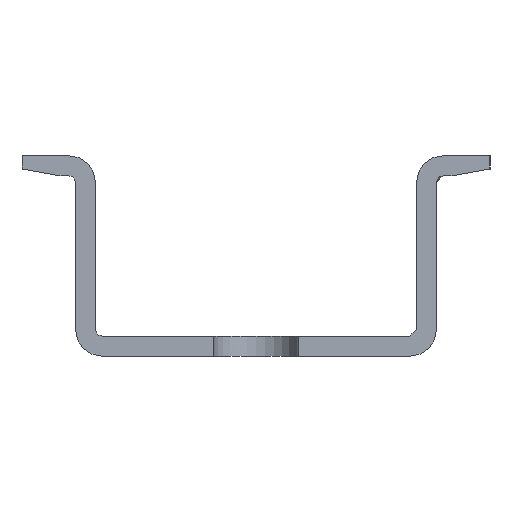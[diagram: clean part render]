
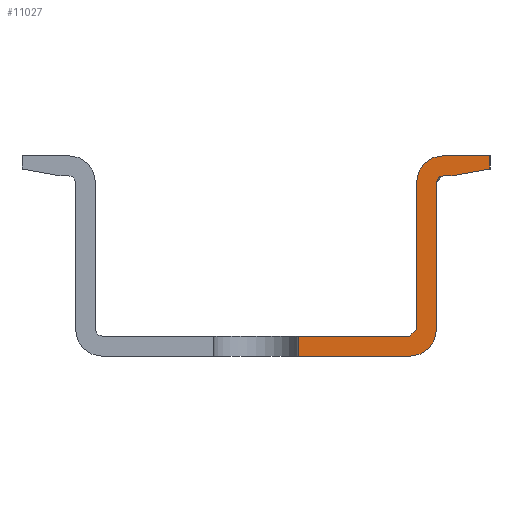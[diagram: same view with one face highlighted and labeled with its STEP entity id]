
A CAD part, left-side view. The second image highlights one B-rep face of the part: STEP entity #11027.
In plain terms, the highlighted planar face has unit normal (-1, 0, 0).
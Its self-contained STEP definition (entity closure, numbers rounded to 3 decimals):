
#9200=AXIS2_PLACEMENT_3D('Circle Axis2P3D',#9198,#9199,$) ;
#9272=AXIS2_PLACEMENT_3D('Circle Axis2P3D',#9270,#9271,$) ;
#9611=AXIS2_PLACEMENT_3D('Circle Axis2P3D',#9609,#9610,$) ;
#11003=AXIS2_PLACEMENT_3D('Plane Axis2P3D',#11000,#11001,#11002) ;
#6830=CARTESIAN_POINT('Vertex',(0.,14.35,1.5)) ;
#6833=CARTESIAN_POINT('Line Origine',(0.,10.175,1.5)) ;
#6837=CARTESIAN_POINT('Vertex',(0.,6.,1.5)) ;
#7190=CARTESIAN_POINT('Vertex',(0.,6.,0.)) ;
#7193=CARTESIAN_POINT('Line Origine',(0.,10.175,0.)) ;
#7197=CARTESIAN_POINT('Vertex',(0.,14.35,0.)) ;
#9195=CARTESIAN_POINT('Vertex',(0.,4.,2.)) ;
#9198=CARTESIAN_POINT('Axis2P3D Location',(0.,6.,2.)) ;
#9246=CARTESIAN_POINT('Line Origine',(0.,4.,7.5)) ;
#9250=CARTESIAN_POINT('Vertex',(0.,4.,13.)) ;
#9270=CARTESIAN_POINT('Axis2P3D Location',(0.,3.5,13.)) ;
#9274=CARTESIAN_POINT('Vertex',(0.,3.5,13.5)) ;
#9298=CARTESIAN_POINT('Vertex',(0.,2.836,13.5)) ;
#9301=CARTESIAN_POINT('Line Origine',(0.,3.168,13.5)) ;
#9318=CARTESIAN_POINT('Line Origine',(0.,1.418,13.75)) ;
#9322=CARTESIAN_POINT('Vertex',(0.,0.,14.)) ;
#9342=CARTESIAN_POINT('Line Origine',(0.,0.,14.5)) ;
#9346=CARTESIAN_POINT('Vertex',(0.,0.,15.)) ;
#9370=CARTESIAN_POINT('Vertex',(0.,5.5,2.)) ;
#9373=CARTESIAN_POINT('Line Origine',(0.,5.5,7.5)) ;
#9377=CARTESIAN_POINT('Vertex',(0.,5.5,13.)) ;
#9609=CARTESIAN_POINT('Axis2P3D Location',(0.,3.5,13.)) ;
#9613=CARTESIAN_POINT('Vertex',(0.,3.5,15.)) ;
#9628=CARTESIAN_POINT('Line Origine',(0.,1.75,15.)) ;
#10983=CARTESIAN_POINT('Line Origine',(0.,14.35,0.75)) ;
#11000=CARTESIAN_POINT('Axis2P3D Location',(0.,17.5,0.)) ;
#11006=CARTESIAN_POINT('Control Point',(0.,6.,1.5)) ;
#11007=CARTESIAN_POINT('Control Point',(0.,5.804,1.5)) ;
#11008=CARTESIAN_POINT('Control Point',(0.,5.605,1.605)) ;
#11009=CARTESIAN_POINT('Control Point',(0.,5.5,1.804)) ;
#11010=CARTESIAN_POINT('Control Point',(0.,5.5,2.)) ;
#6834=DIRECTION('Vector Direction',(0.,1.,0.)) ;
#7194=DIRECTION('Vector Direction',(0.,1.,0.)) ;
#9199=DIRECTION('Axis2P3D Direction',(-1.,0.,0.)) ;
#9247=DIRECTION('Vector Direction',(0.,0.,-1.)) ;
#9271=DIRECTION('Axis2P3D Direction',(-1.,0.,0.)) ;
#9302=DIRECTION('Vector Direction',(0.,1.,0.)) ;
#9319=DIRECTION('Vector Direction',(0.,0.985,-0.174)) ;
#9343=DIRECTION('Vector Direction',(0.,0.,-1.)) ;
#9374=DIRECTION('Vector Direction',(0.,0.,1.)) ;
#9610=DIRECTION('Axis2P3D Direction',(-1.,0.,0.)) ;
#9629=DIRECTION('Vector Direction',(0.,1.,0.)) ;
#10984=DIRECTION('Vector Direction',(0.,0.,-1.)) ;
#11001=DIRECTION('Axis2P3D Direction',(-1.,0.,0.)) ;
#11002=DIRECTION('Axis2P3D XDirection',(0.,-1.,0.)) ;
#6835=VECTOR('Line Direction',#6834,1.) ;
#7195=VECTOR('Line Direction',#7194,1.) ;
#9248=VECTOR('Line Direction',#9247,1.) ;
#9303=VECTOR('Line Direction',#9302,1.) ;
#9320=VECTOR('Line Direction',#9319,1.) ;
#9344=VECTOR('Line Direction',#9343,1.) ;
#9375=VECTOR('Line Direction',#9374,1.) ;
#9630=VECTOR('Line Direction',#9629,1.) ;
#10985=VECTOR('Line Direction',#10984,1.) ;
#11013=ORIENTED_EDGE('',*,*,#7199,.F.) ;
#11014=ORIENTED_EDGE('',*,*,#9202,.T.) ;
#11015=ORIENTED_EDGE('',*,*,#9252,.F.) ;
#11016=ORIENTED_EDGE('',*,*,#9276,.F.) ;
#11017=ORIENTED_EDGE('',*,*,#9305,.F.) ;
#11018=ORIENTED_EDGE('',*,*,#9324,.F.) ;
#11019=ORIENTED_EDGE('',*,*,#9348,.F.) ;
#11020=ORIENTED_EDGE('',*,*,#9632,.T.) ;
#11021=ORIENTED_EDGE('',*,*,#9615,.T.) ;
#11022=ORIENTED_EDGE('',*,*,#9379,.F.) ;
#11023=ORIENTED_EDGE('',*,*,#11011,.F.) ;
#11024=ORIENTED_EDGE('',*,*,#6839,.T.) ;
#11025=ORIENTED_EDGE('',*,*,#10987,.T.) ;
#11027=ADVANCED_FACE('K\X2\00F6\X0\rper.3',(#11026),#11004,.T.) ;
#11005=B_SPLINE_CURVE_WITH_KNOTS('',4,(#11006,#11007,#11008,#11009,#11010),.UNSPECIFIED.,.F.,.U.,(5,5),(2.356,3.142),.UNSPECIFIED.) ;
#9201=CIRCLE('generated circle',#9200,2.) ;
#9273=CIRCLE('generated circle',#9272,0.5) ;
#9612=CIRCLE('generated circle',#9611,2.) ;
#6839=EDGE_CURVE('',#6838,#6831,#6836,.T.) ;
#7199=EDGE_CURVE('',#7191,#7198,#7196,.T.) ;
#9202=EDGE_CURVE('',#7191,#9196,#9201,.T.) ;
#9252=EDGE_CURVE('',#9251,#9196,#9249,.T.) ;
#9276=EDGE_CURVE('',#9275,#9251,#9273,.T.) ;
#9305=EDGE_CURVE('',#9299,#9275,#9304,.T.) ;
#9324=EDGE_CURVE('',#9323,#9299,#9321,.T.) ;
#9348=EDGE_CURVE('',#9347,#9323,#9345,.T.) ;
#9379=EDGE_CURVE('',#9371,#9378,#9376,.T.) ;
#9615=EDGE_CURVE('',#9614,#9378,#9612,.T.) ;
#9632=EDGE_CURVE('',#9347,#9614,#9631,.T.) ;
#10987=EDGE_CURVE('',#6831,#7198,#10986,.T.) ;
#11011=EDGE_CURVE('',#6838,#9371,#11005,.T.) ;
#11012=EDGE_LOOP('',(#11013,#11014,#11015,#11016,#11017,#11018,#11019,#11020,#11021,#11022,#11023,#11024,#11025)) ;
#11026=FACE_OUTER_BOUND('',#11012,.T.) ;
#6836=LINE('Line',#6833,#6835) ;
#7196=LINE('Line',#7193,#7195) ;
#9249=LINE('Line',#9246,#9248) ;
#9304=LINE('Line',#9301,#9303) ;
#9321=LINE('Line',#9318,#9320) ;
#9345=LINE('Line',#9342,#9344) ;
#9376=LINE('Line',#9373,#9375) ;
#9631=LINE('Line',#9628,#9630) ;
#10986=LINE('Line',#10983,#10985) ;
#11004=PLANE('',#11003) ;
#6831=VERTEX_POINT('',#6830) ;
#6838=VERTEX_POINT('',#6837) ;
#7191=VERTEX_POINT('',#7190) ;
#7198=VERTEX_POINT('',#7197) ;
#9196=VERTEX_POINT('',#9195) ;
#9251=VERTEX_POINT('',#9250) ;
#9275=VERTEX_POINT('',#9274) ;
#9299=VERTEX_POINT('',#9298) ;
#9323=VERTEX_POINT('',#9322) ;
#9347=VERTEX_POINT('',#9346) ;
#9371=VERTEX_POINT('',#9370) ;
#9378=VERTEX_POINT('',#9377) ;
#9614=VERTEX_POINT('',#9613) ;
